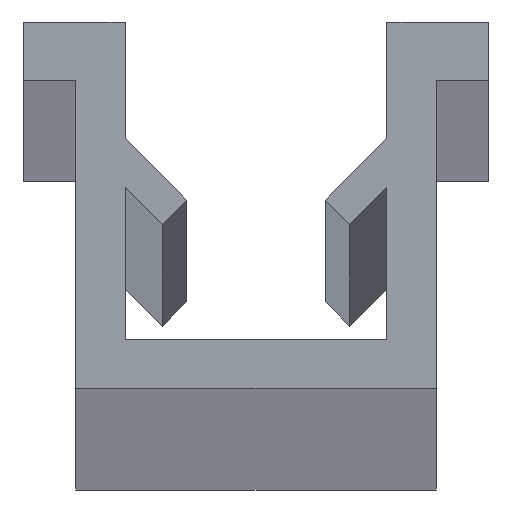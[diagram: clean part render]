
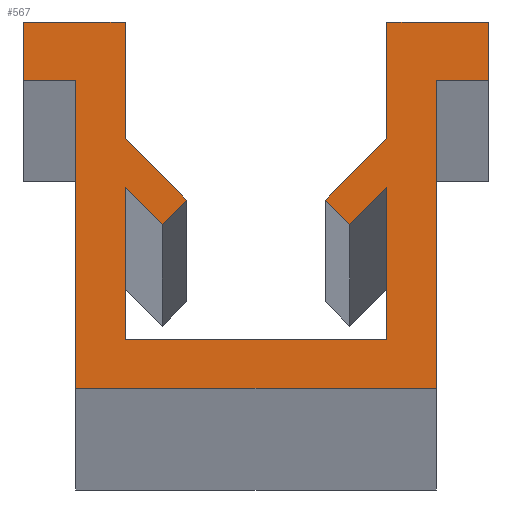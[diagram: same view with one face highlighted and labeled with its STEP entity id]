
A CAD part, top view. The second image highlights one B-rep face of the part: STEP entity #567.
In plain terms, the highlighted planar face has unit normal (0, 0, 1).
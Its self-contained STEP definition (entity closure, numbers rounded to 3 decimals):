
#1 = LINE ( 'NONE', #718, #478 ) ;
#13 = ORIENTED_EDGE ( 'NONE', *, *, #653, .T. ) ;
#14 = PLANE ( 'NONE',  #390 ) ;
#16 = VERTEX_POINT ( 'NONE', #512 ) ;
#17 = DIRECTION ( 'NONE',  ( 0., 1., 0. ) ) ;
#20 = LINE ( 'NONE', #605, #81 ) ;
#24 = EDGE_CURVE ( 'NONE', #666, #299, #513, .T. ) ;
#26 = CARTESIAN_POINT ( 'NONE',  ( 1.614, 2.815, 1000. ) ) ;
#34 = DIRECTION ( 'NONE',  ( 0., -1., 0. ) ) ;
#41 = CARTESIAN_POINT ( 'NONE',  ( 2.25, 4.3, 1000. ) ) ;
#53 = CARTESIAN_POINT ( 'NONE',  ( -2.25, 6.3, 1000. ) ) ;
#56 = CARTESIAN_POINT ( 'NONE',  ( -1.189, 3.239, 1000. ) ) ;
#64 = CARTESIAN_POINT ( 'NONE',  ( -1.614, 2.815, 1000. ) ) ;
#73 = LINE ( 'NONE', #253, #584 ) ;
#78 = ORIENTED_EDGE ( 'NONE', *, *, #398, .T. ) ;
#81 = VECTOR ( 'NONE', #255, 1000. ) ;
#85 = LINE ( 'NONE', #90, #298 ) ;
#90 = CARTESIAN_POINT ( 'NONE',  ( 3.1, 0., 1000. ) ) ;
#98 = VERTEX_POINT ( 'NONE', #580 ) ;
#100 = EDGE_CURVE ( 'NONE', #264, #207, #287, .T. ) ;
#104 = DIRECTION ( 'NONE',  ( 0., 1., 0. ) ) ;
#108 = VECTOR ( 'NONE', #722, 1000. ) ;
#112 = CARTESIAN_POINT ( 'NONE',  ( -3.1, 0., 1000. ) ) ;
#124 = EDGE_CURVE ( 'NONE', #207, #757, #393, .T. ) ;
#126 = LINE ( 'NONE', #251, #682 ) ;
#140 = VERTEX_POINT ( 'NONE', #342 ) ;
#142 = VECTOR ( 'NONE', #611, 1000. ) ;
#143 = LINE ( 'NONE', #200, #504 ) ;
#145 = ORIENTED_EDGE ( 'NONE', *, *, #746, .T. ) ;
#149 = CARTESIAN_POINT ( 'NONE',  ( 2.25, 6.3, 1000. ) ) ;
#154 = VERTEX_POINT ( 'NONE', #458 ) ;
#156 = EDGE_CURVE ( 'NONE', #757, #340, #226, .T. ) ;
#157 = CARTESIAN_POINT ( 'NONE',  ( 1.189, 3.239, 1000. ) ) ;
#162 = LINE ( 'NONE', #227, #377 ) ;
#164 = VECTOR ( 'NONE', #353, 1000. ) ;
#166 = DIRECTION ( 'NONE',  ( 0.707, -0.707, 0. ) ) ;
#167 = VERTEX_POINT ( 'NONE', #290 ) ;
#173 = CARTESIAN_POINT ( 'NONE',  ( 2.25, 3.451, 1000. ) ) ;
#176 = ORIENTED_EDGE ( 'NONE', *, *, #350, .T. ) ;
#179 = CARTESIAN_POINT ( 'NONE',  ( 4., 5.3, 1000. ) ) ;
#187 = DIRECTION ( 'NONE',  ( -1., 0., 0. ) ) ;
#191 = EDGE_CURVE ( 'NONE', #154, #264, #126, .T. ) ;
#200 = CARTESIAN_POINT ( 'NONE',  ( -2.25, 0.85, 1000. ) ) ;
#203 = DIRECTION ( 'NONE',  ( -0.707, -0.707, 0. ) ) ;
#207 = VERTEX_POINT ( 'NONE', #412 ) ;
#208 = CARTESIAN_POINT ( 'NONE',  ( 2.25, 0.85, 1000. ) ) ;
#212 = ORIENTED_EDGE ( 'NONE', *, *, #124, .T. ) ;
#215 = EDGE_CURVE ( 'NONE', #167, #436, #591, .T. ) ;
#226 = LINE ( 'NONE', #53, #335 ) ;
#227 = CARTESIAN_POINT ( 'NONE',  ( 3.1, 0., 1000. ) ) ;
#230 = CARTESIAN_POINT ( 'NONE',  ( 1.189, 3.239, 1000. ) ) ;
#234 = VECTOR ( 'NONE', #166, 1000. ) ;
#245 = EDGE_CURVE ( 'NONE', #680, #276, #712, .T. ) ;
#251 = CARTESIAN_POINT ( 'NONE',  ( -1.614, 2.815, 1000. ) ) ;
#253 = CARTESIAN_POINT ( 'NONE',  ( -4., 6.3, 1000. ) ) ;
#255 = DIRECTION ( 'NONE',  ( 1., 0., 0. ) ) ;
#264 = VERTEX_POINT ( 'NONE', #64 ) ;
#275 = DIRECTION ( 'NONE',  ( 1., 0., 0. ) ) ;
#276 = VERTEX_POINT ( 'NONE', #585 ) ;
#279 = EDGE_LOOP ( 'NONE', ( #176, #622, #754, #503, #337, #701, #13, #389, #692, #576, #401, #78, #145, #392, #656, #212, #569, #426, #482, #312 ) ) ;
#283 = LINE ( 'NONE', #173, #594 ) ;
#287 = LINE ( 'NONE', #56, #291 ) ;
#290 = CARTESIAN_POINT ( 'NONE',  ( 4., 5.3, 1000. ) ) ;
#291 = VECTOR ( 'NONE', #523, 1000. ) ;
#298 = VECTOR ( 'NONE', #17, 1000. ) ;
#299 = VERTEX_POINT ( 'NONE', #537 ) ;
#303 = DIRECTION ( 'NONE',  ( 0., 1., 0. ) ) ;
#312 = ORIENTED_EDGE ( 'NONE', *, *, #442, .T. ) ;
#313 = CARTESIAN_POINT ( 'NONE',  ( -4., 6.3, 1000. ) ) ;
#325 = EDGE_CURVE ( 'NONE', #436, #140, #1, .T. ) ;
#335 = VECTOR ( 'NONE', #338, 1000. ) ;
#336 = DIRECTION ( 'NONE',  ( 0., -1., 0. ) ) ;
#337 = ORIENTED_EDGE ( 'NONE', *, *, #215, .T. ) ;
#338 = DIRECTION ( 'NONE',  ( 0., 1., 0. ) ) ;
#340 = VERTEX_POINT ( 'NONE', #655 ) ;
#342 = CARTESIAN_POINT ( 'NONE',  ( 2.25, 6.3, 1000. ) ) ;
#346 = VECTOR ( 'NONE', #303, 1000. ) ;
#350 = EDGE_CURVE ( 'NONE', #695, #761, #546, .T. ) ;
#351 = EDGE_CURVE ( 'NONE', #366, #167, #20, .T. ) ;
#353 = DIRECTION ( 'NONE',  ( 0.707, 0.707, 0. ) ) ;
#354 = VECTOR ( 'NONE', #34, 1000. ) ;
#366 = VERTEX_POINT ( 'NONE', #434 ) ;
#376 = LINE ( 'NONE', #149, #354 ) ;
#377 = VECTOR ( 'NONE', #275, 1000. ) ;
#381 = CARTESIAN_POINT ( 'NONE',  ( 0., 0., 1000. ) ) ;
#389 = ORIENTED_EDGE ( 'NONE', *, *, #623, .T. ) ;
#390 = AXIS2_PLACEMENT_3D ( 'NONE', #381, #545, #724 ) ;
#392 = ORIENTED_EDGE ( 'NONE', *, *, #191, .T. ) ;
#393 = LINE ( 'NONE', #750, #601 ) ;
#398 = EDGE_CURVE ( 'NONE', #549, #98, #143, .T. ) ;
#401 = ORIENTED_EDGE ( 'NONE', *, *, #705, .T. ) ;
#406 = CARTESIAN_POINT ( 'NONE',  ( -2.25, 4.3, 1000. ) ) ;
#412 = CARTESIAN_POINT ( 'NONE',  ( -1.189, 3.239, 1000. ) ) ;
#414 = DIRECTION ( 'NONE',  ( 0.707, -0.707, 0. ) ) ;
#415 = VECTOR ( 'NONE', #203, 1000. ) ;
#426 = ORIENTED_EDGE ( 'NONE', *, *, #599, .T. ) ;
#427 = FACE_OUTER_BOUND ( 'NONE', #279, .T. ) ;
#432 = LINE ( 'NONE', #664, #415 ) ;
#434 = CARTESIAN_POINT ( 'NONE',  ( 3.1, 5.3, 1000. ) ) ;
#436 = VERTEX_POINT ( 'NONE', #727 ) ;
#438 = CARTESIAN_POINT ( 'NONE',  ( -3.1, 0., 1000. ) ) ;
#442 = EDGE_CURVE ( 'NONE', #299, #695, #747, .T. ) ;
#449 = CARTESIAN_POINT ( 'NONE',  ( -3.1, 5.3, 1000. ) ) ;
#458 = CARTESIAN_POINT ( 'NONE',  ( -2.25, 3.451, 1000. ) ) ;
#478 = VECTOR ( 'NONE', #187, 1000. ) ;
#482 = ORIENTED_EDGE ( 'NONE', *, *, #24, .T. ) ;
#485 = VERTEX_POINT ( 'NONE', #157 ) ;
#503 = ORIENTED_EDGE ( 'NONE', *, *, #351, .T. ) ;
#504 = VECTOR ( 'NONE', #674, 1000. ) ;
#509 = VERTEX_POINT ( 'NONE', #41 ) ;
#511 = CARTESIAN_POINT ( 'NONE',  ( -2.25, 3.451, 1000. ) ) ;
#512 = CARTESIAN_POINT ( 'NONE',  ( 3.1, 0., 1000. ) ) ;
#513 = LINE ( 'NONE', #643, #604 ) ;
#523 = DIRECTION ( 'NONE',  ( 0.707, 0.707, 0. ) ) ;
#534 = CARTESIAN_POINT ( 'NONE',  ( 1.614, 2.815, 1000. ) ) ;
#537 = CARTESIAN_POINT ( 'NONE',  ( -4., 5.3, 1000. ) ) ;
#545 = DIRECTION ( 'NONE',  ( 0., 0., 1. ) ) ;
#546 = LINE ( 'NONE', #438, #108 ) ;
#549 = VERTEX_POINT ( 'NONE', #208 ) ;
#567 = ADVANCED_FACE ( 'NONE', ( #427 ), #14, .T. ) ;
#568 = LINE ( 'NONE', #511, #642 ) ;
#569 = ORIENTED_EDGE ( 'NONE', *, *, #156, .T. ) ;
#570 = EDGE_CURVE ( 'NONE', #16, #366, #85, .T. ) ;
#575 = DIRECTION ( 'NONE',  ( -0.707, 0.707, 0. ) ) ;
#576 = ORIENTED_EDGE ( 'NONE', *, *, #245, .T. ) ;
#580 = CARTESIAN_POINT ( 'NONE',  ( -2.25, 0.85, 1000. ) ) ;
#584 = VECTOR ( 'NONE', #720, 1000. ) ;
#585 = CARTESIAN_POINT ( 'NONE',  ( 2.25, 3.451, 1000. ) ) ;
#591 = LINE ( 'NONE', #179, #346 ) ;
#594 = VECTOR ( 'NONE', #687, 1000. ) ;
#599 = EDGE_CURVE ( 'NONE', #340, #666, #73, .T. ) ;
#601 = VECTOR ( 'NONE', #575, 1000. ) ;
#604 = VECTOR ( 'NONE', #336, 1000. ) ;
#605 = CARTESIAN_POINT ( 'NONE',  ( 3.1, 5.3, 1000. ) ) ;
#611 = DIRECTION ( 'NONE',  ( 1., 0., 0. ) ) ;
#622 = ORIENTED_EDGE ( 'NONE', *, *, #742, .T. ) ;
#623 = EDGE_CURVE ( 'NONE', #509, #485, #432, .T. ) ;
#642 = VECTOR ( 'NONE', #104, 1000. ) ;
#643 = CARTESIAN_POINT ( 'NONE',  ( -4., 5.3, 1000. ) ) ;
#653 = EDGE_CURVE ( 'NONE', #140, #509, #376, .T. ) ;
#655 = CARTESIAN_POINT ( 'NONE',  ( -2.25, 6.3, 1000. ) ) ;
#656 = ORIENTED_EDGE ( 'NONE', *, *, #100, .T. ) ;
#664 = CARTESIAN_POINT ( 'NONE',  ( 2.25, 4.3, 1000. ) ) ;
#666 = VERTEX_POINT ( 'NONE', #313 ) ;
#673 = CARTESIAN_POINT ( 'NONE',  ( -3.1, 5.3, 1000. ) ) ;
#674 = DIRECTION ( 'NONE',  ( -1., 0., 0. ) ) ;
#680 = VERTEX_POINT ( 'NONE', #26 ) ;
#682 = VECTOR ( 'NONE', #414, 1000. ) ;
#687 = DIRECTION ( 'NONE',  ( 0., -1., 0. ) ) ;
#692 = ORIENTED_EDGE ( 'NONE', *, *, #763, .T. ) ;
#695 = VERTEX_POINT ( 'NONE', #673 ) ;
#701 = ORIENTED_EDGE ( 'NONE', *, *, #325, .T. ) ;
#705 = EDGE_CURVE ( 'NONE', #276, #549, #283, .T. ) ;
#712 = LINE ( 'NONE', #534, #164 ) ;
#718 = CARTESIAN_POINT ( 'NONE',  ( 4., 6.3, 1000. ) ) ;
#720 = DIRECTION ( 'NONE',  ( -1., 0., 0. ) ) ;
#722 = DIRECTION ( 'NONE',  ( 0., -1., 0. ) ) ;
#724 = DIRECTION ( 'NONE',  ( 1., 0., 0. ) ) ;
#727 = CARTESIAN_POINT ( 'NONE',  ( 4., 6.3, 1000. ) ) ;
#742 = EDGE_CURVE ( 'NONE', #761, #16, #162, .T. ) ;
#746 = EDGE_CURVE ( 'NONE', #98, #154, #568, .T. ) ;
#747 = LINE ( 'NONE', #449, #142 ) ;
#748 = LINE ( 'NONE', #230, #234 ) ;
#750 = CARTESIAN_POINT ( 'NONE',  ( -2.25, 4.3, 1000. ) ) ;
#754 = ORIENTED_EDGE ( 'NONE', *, *, #570, .T. ) ;
#757 = VERTEX_POINT ( 'NONE', #406 ) ;
#761 = VERTEX_POINT ( 'NONE', #112 ) ;
#763 = EDGE_CURVE ( 'NONE', #485, #680, #748, .T. ) ;
